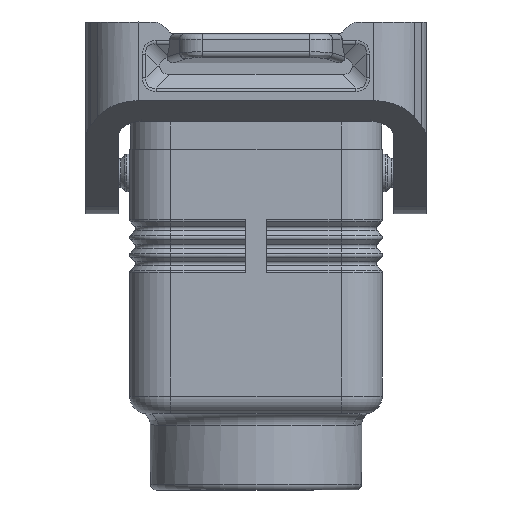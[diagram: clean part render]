
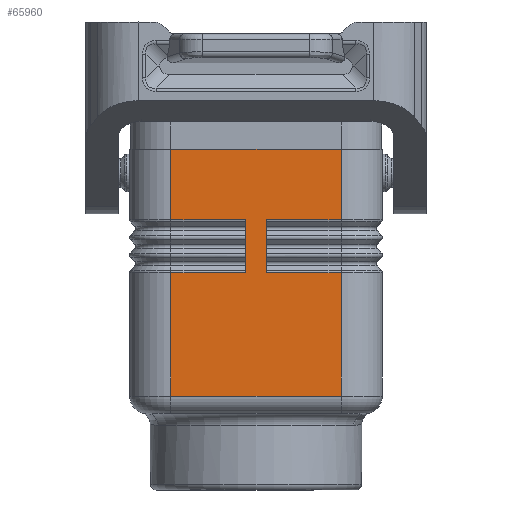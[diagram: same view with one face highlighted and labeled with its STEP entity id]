
A CAD part, left-side view. The second image highlights one B-rep face of the part: STEP entity #65960.
In plain terms, the highlighted planar face has unit normal (-1, 0, 0).
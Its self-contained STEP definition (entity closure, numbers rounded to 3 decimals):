
#11450=CARTESIAN_POINT('',(-46.75,-14.5,21.));
#11460=VERTEX_POINT('',#11450);
#16000=CARTESIAN_POINT('',(-46.75,-14.5,42.));
#16010=VERTEX_POINT('',#16000);
#16040=CARTESIAN_POINT('',(-46.75,14.5,42.));
#16050=DIRECTION('',(0.,-1.,0.));
#16060=VECTOR('',#16050,1.);
#16070=LINE('',#16040,#16060);
#16080=CARTESIAN_POINT('',(-46.75,14.5,42.));
#16090=VERTEX_POINT('',#16080);
#16100=EDGE_CURVE('',#16090,#16010,#16070,.T.);
#17210=CARTESIAN_POINT('',(-46.75,-1.75,18.));
#17220=VERTEX_POINT('',#17210);
#17250=CARTESIAN_POINT('',(-46.75,-1.75,0.));
#17260=DIRECTION('',(0.,0.,1.));
#17270=VECTOR('',#17260,1.);
#17280=LINE('',#17250,#17270);
#17290=CARTESIAN_POINT('',(-46.75,-1.75,21.));
#17300=VERTEX_POINT('',#17290);
#17310=EDGE_CURVE('',#17220,#17300,#17280,.T.);
#18190=CARTESIAN_POINT('',(-46.75,-1.75,
21.));
#18200=DIRECTION('',(0.,-1.,0.));
#18210=VECTOR('',#18200,1.);
#18220=LINE('',#18190,#18210);
#18230=EDGE_CURVE('',#17300,#11460,#18220,.T.);
#18460=CARTESIAN_POINT('',(-46.75,-14.5,12.));
#18470=VERTEX_POINT('',#18460);
#45570=CARTESIAN_POINT('',(-46.75,-14.5,0.));
#45580=DIRECTION('',(0.,0.,1.));
#45590=VECTOR('',#45580,1.);
#45600=LINE('',#45570,#45590);
#45610=EDGE_CURVE('',#11460,#16010,#45600,.T.);
#47240=CARTESIAN_POINT('',(-46.75,-14.5,0.));
#47250=VERTEX_POINT('',#47240);
#47670=CARTESIAN_POINT('',(-46.75,14.5,0.));
#47680=VERTEX_POINT('',#47670);
#47710=CARTESIAN_POINT('',(-46.75,0.,0.));
#47720=DIRECTION('',(0.,-1.,0.));
#47730=VECTOR('',#47720,1.);
#47740=LINE('',#47710,#47730);
#47750=EDGE_CURVE('',#47680,#47250,#47740,.T.);
#65260=CARTESIAN_POINT('',(-46.75,0.,45.));
#65270=DIRECTION('',(-1.,0.,0.));
#65280=DIRECTION('',(0.,0.,1.));
#65290=AXIS2_PLACEMENT_3D('',#65260,#65270,#65280);
#65300=PLANE('',#65290);
#65310=CARTESIAN_POINT('',(-46.75,14.5,0.));
#65320=DIRECTION('',(0.,0.,1.));
#65330=VECTOR('',#65320,1.);
#65340=LINE('',#65310,#65330);
#65350=CARTESIAN_POINT('',(-46.75,14.5,12.));
#65360=VERTEX_POINT('',#65350);
#65370=EDGE_CURVE('',#47680,#65360,#65340,.T.);
#65380=ORIENTED_EDGE('',*,*,#65370,.F.);
#65390=CARTESIAN_POINT('',(-46.75,0.,12.
));
#65400=DIRECTION('',(0.,-1.,0.));
#65410=VECTOR('',#65400,1.);
#65420=LINE('',#65390,#65410);
#65430=CARTESIAN_POINT('',(-46.75,1.75,12.));
#65440=VERTEX_POINT('',#65430);
#65450=EDGE_CURVE('',#65360,#65440,#65420,.T.);
#65460=ORIENTED_EDGE('',*,*,#65450,.F.);
#65470=CARTESIAN_POINT('',(-46.75,1.75,0.));
#65480=DIRECTION('',(0.,0.,1.));
#65490=VECTOR('',#65480,1.);
#65500=LINE('',#65470,#65490);
#65510=CARTESIAN_POINT('',(-46.75,1.75,15.));
#65520=VERTEX_POINT('',#65510);
#65530=EDGE_CURVE('',#65440,#65520,#65500,.T.);
#65540=ORIENTED_EDGE('',*,*,#65530,.F.);
#65550=CARTESIAN_POINT('',(-46.75,1.75,18.));
#65560=VERTEX_POINT('',#65550);
#65570=EDGE_CURVE('',#65520,#65560,#65500,.T.);
#65580=ORIENTED_EDGE('',*,*,#65570,.F.);
#65590=CARTESIAN_POINT('',(-46.75,1.75,21.));
#65600=VERTEX_POINT('',#65590);
#65610=EDGE_CURVE('',#65560,#65600,#65500,.T.);
#65620=ORIENTED_EDGE('',*,*,#65610,.F.);
#65630=CARTESIAN_POINT('',(-46.75,1.75,
21.));
#65640=DIRECTION('',(0.,1.,0.));
#65650=VECTOR('',#65640,1.);
#65660=LINE('',#65630,#65650);
#65670=CARTESIAN_POINT('',(-46.75,14.5,21.));
#65680=VERTEX_POINT('',#65670);
#65690=EDGE_CURVE('',#65600,#65680,#65660,.T.);
#65700=ORIENTED_EDGE('',*,*,#65690,.F.);
#65710=EDGE_CURVE('',#65680,#16090,#65340,.T.);
#65720=ORIENTED_EDGE('',*,*,#65710,.F.);
#65730=ORIENTED_EDGE('',*,*,#16100,.F.);
#65740=ORIENTED_EDGE('',*,*,#45610,.T.);
#65750=ORIENTED_EDGE('',*,*,#18230,.T.);
#65760=ORIENTED_EDGE('',*,*,#17310,.T.);
#65770=CARTESIAN_POINT('',(-46.75,-1.75,15.));
#65780=VERTEX_POINT('',#65770);
#65790=EDGE_CURVE('',#65780,#17220,#17280,.T.);
#65800=ORIENTED_EDGE('',*,*,#65790,.T.);
#65810=CARTESIAN_POINT('',(-46.75,-1.75,12.));
#65820=VERTEX_POINT('',#65810);
#65830=EDGE_CURVE('',#65820,#65780,#17280,.T.);
#65840=ORIENTED_EDGE('',*,*,#65830,.T.);
#65850=CARTESIAN_POINT('',(-46.75,0.,12.));
#65860=DIRECTION('',(0.,1.,0.));
#65870=VECTOR('',#65860,1.);
#65880=LINE('',#65850,#65870);
#65890=EDGE_CURVE('',#18470,#65820,#65880,.T.);
#65900=ORIENTED_EDGE('',*,*,#65890,.T.);
#65910=EDGE_CURVE('',#47250,#18470,#45600,.T.);
#65920=ORIENTED_EDGE('',*,*,#65910,.T.);
#65930=ORIENTED_EDGE('',*,*,#47750,.T.);
#65940=EDGE_LOOP('',(#65930,#65920,#65900,#65840,#65800,#65760,#65750,
#65740,#65730,#65720,#65700,#65620,#65580,#65540,#65460,#65380));
#65950=FACE_OUTER_BOUND('',#65940,.T.);
#65960=ADVANCED_FACE('',(#65950),#65300,.T.);
